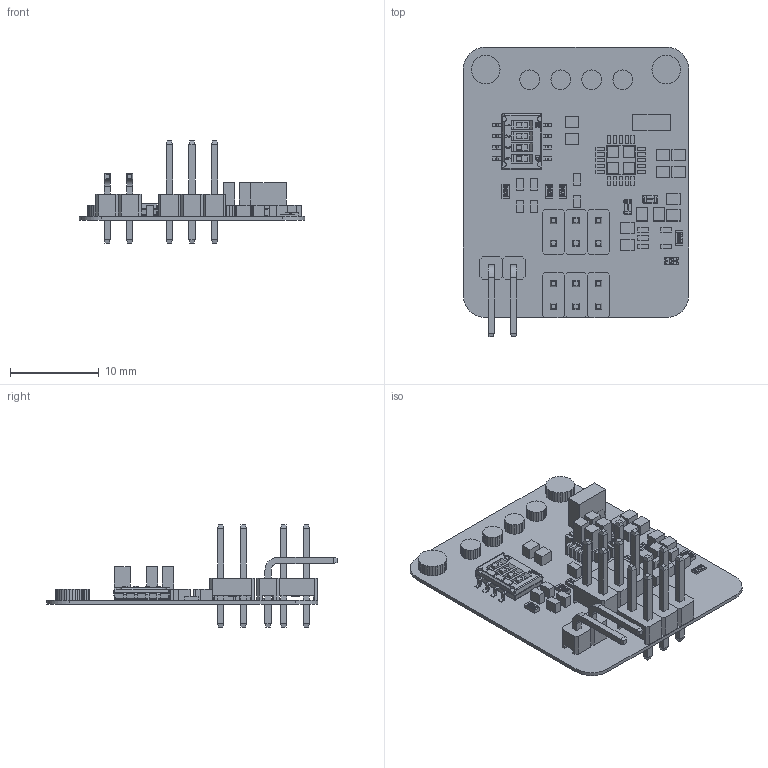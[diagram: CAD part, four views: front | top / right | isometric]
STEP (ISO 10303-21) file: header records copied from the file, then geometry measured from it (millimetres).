
FILE_DESCRIPTION(('Open CASCADE Model'),'2;1');
FILE_NAME('Open CASCADE Shape Model','2021-06-21T11:02:50',('Author'),( 'Open CASCADE'),'Open CASCADE STEP processor 6.8','Open CASCADE 6.8' ,'Unknown');
FILE_SCHEMA(('AUTOMOTIVE_DESIGN { 1 0 10303 214 1 1 1 1 }'));
Length unit declared in the file: millimetre
Products named in the file (76): PCB; Board; Open CASCADE STEP translator 6.8 2.1.1; R3; R0603; S1; User_Library-DHN-04F; 750266824; Open_CASCADE_STEP_translator_6.8_20.1; Body; Open_CASCADE_STEP_translator_6.8_20.2.1; Leader; D4; LED_0603-W; LOGO?; JP1; 6927531888; Extruded; JP2; HDR2.54-1x2P; JP3; D2; 5371645312; R2; 5371645072; FB1; 5371645552; D3; D1; R8; R7; R6; HDR2.54-1P_H; C5; C4; U3; 5371754352; SJ1; 6927536688; 6927536848 ...
Assembly tree (143 placements, depth 6):
  PCB
    Board
      Open CASCADE STEP translator 6.8 2.1.1
    R3
      R0603
    S1
      User_Library-DHN-04F
        750266824
          Open_CASCADE_STEP_translator_6.8_20.1
          Body
            Open_CASCADE_STEP_translator_6.8_20.2.1
          Leader  x8
    D4
      LED_0603-W
        LOGO?
        LED_0603-W
    JP1
      6927531888
        Extruded
    JP2
      6927531888
        Extruded
    JP2
      HDR2.54-1x2P  x3
        HDR2.54-1x2P
        LOGO?
    JP3
      HDR2.54-1x2P  x3
        HDR2.54-1x2P
        LOGO?
    D2
      5371645312  x2
        Extruded
    R2
      5371645072  x2
        Extruded
    FB1
      5371645552  x2
        Extruded
    D3
      5371645312  x2
        Extruded
    D1
      5371645312  x2
        Extruded
    R8
      R0603
    R7
      R0603
    R6
      R0603
    JP1
      HDR2.54-1P_H  x2
        LOGO?
        HDR2.54-1P_H
    C5
      5371645072  x2
        Extruded
    C4
      5371645072  x2
Bounding box: 25.4 x 32.66 x 11.5 mm (x, y, z)
Volume: 765.3 mm3; surface area: 3178.1 mm2
Topology: 227 solids, 228 shells, 2960 faces, 6971 edges, 4496 vertices
Faces by surface type: plane 1968, bspline 572, cylinder 356, sphere 48, torus 16
Full cylindrical faces by diameter (mm): 0.889 x14, 1 x4, 2.5 x2
Entity records: 50262 total; most frequent: CARTESIAN_POINT 14919, ORIENTED_EDGE 5752, DIRECTION 4881, EDGE_CURVE 2877, LINE 2007, VECTOR 2007, VERTEX_POINT 1858, AXIS2_PLACEMENT_3D 1437
